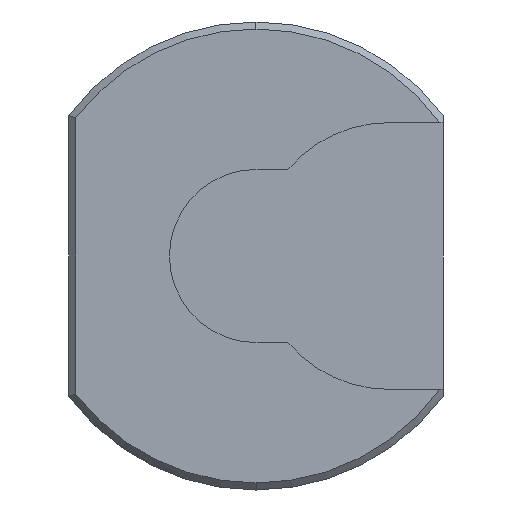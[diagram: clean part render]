
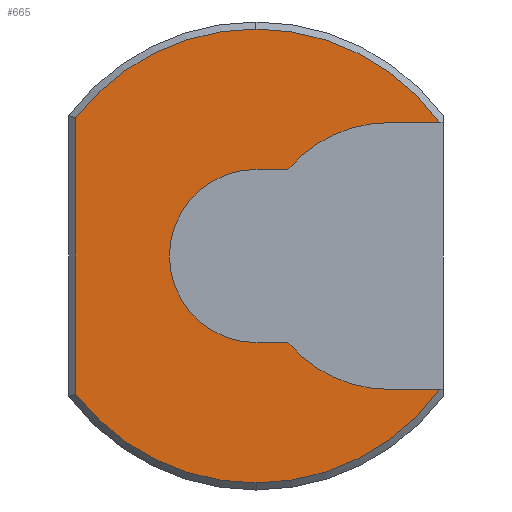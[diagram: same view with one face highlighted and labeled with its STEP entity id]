
A CAD part, left-side view. The second image highlights one B-rep face of the part: STEP entity #665.
In plain terms, the highlighted planar face has unit normal (-1, 0, 0).
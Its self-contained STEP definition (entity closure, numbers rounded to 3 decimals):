
#298=CARTESIAN_POINT('',(-125.,18.5,0.));
#299=VERTEX_POINT('',#298);
#315=CARTESIAN_POINT('',(-125.,0.,18.5));
#316=VERTEX_POINT('',#315);
#323=CARTESIAN_POINT('',(-125.,0.0,0.));
#324=DIRECTION('',(1.0,0.0,0.0));
#325=DIRECTION('',(0.0,1.0,0.0));
#326=AXIS2_PLACEMENT_3D('',#323,#324,#325);
#327=CIRCLE('',#326,18.5);
#328=EDGE_CURVE('',#299,#316,#327,.T.);
#340=CARTESIAN_POINT('',(-125.,-16.563,25.88));
#341=VERTEX_POINT('',#340);
#357=CARTESIAN_POINT('',(-125.,-28.5,28.5));
#358=VERTEX_POINT('',#357);
#365=CARTESIAN_POINT('',(-125.,-28.5,0.));
#366=DIRECTION('',(1.0,0.0,0.0));
#367=DIRECTION('',(0.0,0.419,0.908));
#368=AXIS2_PLACEMENT_3D('',#365,#366,#367);
#369=CIRCLE('',#368,28.5);
#370=EDGE_CURVE('',#341,#358,#369,.T.);
#382=CARTESIAN_POINT('',(-125.,-16.563,-25.88));
#383=VERTEX_POINT('',#382);
#399=CARTESIAN_POINT('',(-125.,-6.821,-18.5));
#400=VERTEX_POINT('',#399);
#407=CARTESIAN_POINT('',(-125.,-28.5,0.));
#408=DIRECTION('',(1.0,0.0,0.0));
#409=DIRECTION('',(0.0,0.419,-0.908));
#410=AXIS2_PLACEMENT_3D('',#407,#408,#409);
#411=CIRCLE('',#410,28.5);
#412=EDGE_CURVE('',#383,#400,#411,.T.);
#464=CARTESIAN_POINT('',(-125.,0.,48.5));
#465=VERTEX_POINT('',#464);
#481=CARTESIAN_POINT('',(-125.,38.5,29.496));
#482=VERTEX_POINT('',#481);
#489=CARTESIAN_POINT('',(-125.,0.,0.));
#490=DIRECTION('',(1.0,0.0,0.0));
#491=DIRECTION('',(0.0,0.0,1.0));
#492=AXIS2_PLACEMENT_3D('',#489,#490,#491);
#493=CIRCLE('',#492,48.5);
#494=EDGE_CURVE('',#482,#465,#493,.T.);
#504=CARTESIAN_POINT('',(-125.,0.,-48.5));
#505=VERTEX_POINT('',#504);
#536=CARTESIAN_POINT('',(-125.,-39.243,-28.5));
#537=VERTEX_POINT('',#536);
#551=CARTESIAN_POINT('',(-125.,0.,0.));
#552=DIRECTION('',(1.0,0.0,0.0));
#553=DIRECTION('',(0.0,0.0,-1.0));
#554=AXIS2_PLACEMENT_3D('',#551,#552,#553);
#555=CIRCLE('',#554,48.5);
#556=EDGE_CURVE('',#537,#505,#555,.T.);
#567=CARTESIAN_POINT('',(-125.,38.5,-29.496));
#568=VERTEX_POINT('',#567);
#569=CARTESIAN_POINT('',(-125.,0.,0.));
#570=DIRECTION('',(1.0,0.0,0.0));
#571=DIRECTION('',(0.0,0.0,-1.0));
#572=AXIS2_PLACEMENT_3D('',#569,#570,#571);
#573=CIRCLE('',#572,48.5);
#574=EDGE_CURVE('',#505,#568,#573,.T.);
#586=CARTESIAN_POINT('',(-125.,0.,0.));
#587=DIRECTION('',(1.0,0.0,0.0));
#588=DIRECTION('',(0.0,0.0,-1.0));
#589=AXIS2_PLACEMENT_3D('',#586,#587,#588);
#590=PLANE('',#589);
#591=ORIENTED_EDGE('',*,*,#556,.F.);
#592=CARTESIAN_POINT('',(-125.,-28.5,-28.5));
#593=VERTEX_POINT('',#592);
#594=CARTESIAN_POINT('',(-125.,-39.243,-28.5));
#595=DIRECTION('',(0.0,1.0,0.0));
#596=VECTOR('',#595,10.743);
#597=LINE('',#594,#596);
#598=EDGE_CURVE('',#537,#593,#597,.T.);
#599=ORIENTED_EDGE('',*,*,#598,.T.);
#600=CARTESIAN_POINT('',(-125.,-28.5,0.));
#601=DIRECTION('',(1.0,0.0,0.0));
#602=DIRECTION('',(0.0,0.419,-0.908));
#603=AXIS2_PLACEMENT_3D('',#600,#601,#602);
#604=CIRCLE('',#603,28.5);
#605=EDGE_CURVE('',#593,#383,#604,.T.);
#606=ORIENTED_EDGE('',*,*,#605,.T.);
#607=ORIENTED_EDGE('',*,*,#412,.T.);
#608=CARTESIAN_POINT('',(-125.,0.,-18.5));
#609=VERTEX_POINT('',#608);
#610=CARTESIAN_POINT('',(-125.,-6.821,-18.5));
#611=DIRECTION('',(0.0,1.0,0.0));
#612=VECTOR('',#611,6.821);
#613=LINE('',#610,#612);
#614=EDGE_CURVE('',#400,#609,#613,.T.);
#615=ORIENTED_EDGE('',*,*,#614,.T.);
#616=CARTESIAN_POINT('',(-125.,0.0,0.));
#617=DIRECTION('',(1.0,0.0,0.0));
#618=DIRECTION('',(0.0,1.0,0.0));
#619=AXIS2_PLACEMENT_3D('',#616,#617,#618);
#620=CIRCLE('',#619,18.5);
#621=EDGE_CURVE('',#609,#299,#620,.T.);
#622=ORIENTED_EDGE('',*,*,#621,.T.);
#623=ORIENTED_EDGE('',*,*,#328,.T.);
#624=CARTESIAN_POINT('',(-125.,-6.821,18.5));
#625=VERTEX_POINT('',#624);
#626=CARTESIAN_POINT('',(-125.,0.,18.5));
#627=DIRECTION('',(0.0,-1.0,0.0));
#628=VECTOR('',#627,6.821);
#629=LINE('',#626,#628);
#630=EDGE_CURVE('',#316,#625,#629,.T.);
#631=ORIENTED_EDGE('',*,*,#630,.T.);
#632=CARTESIAN_POINT('',(-125.,-28.5,0.));
#633=DIRECTION('',(1.0,0.0,0.0));
#634=DIRECTION('',(0.0,0.419,0.908));
#635=AXIS2_PLACEMENT_3D('',#632,#633,#634);
#636=CIRCLE('',#635,28.5);
#637=EDGE_CURVE('',#625,#341,#636,.T.);
#638=ORIENTED_EDGE('',*,*,#637,.T.);
#639=ORIENTED_EDGE('',*,*,#370,.T.);
#640=CARTESIAN_POINT('',(-125.,-39.243,28.5));
#641=VERTEX_POINT('',#640);
#642=CARTESIAN_POINT('',(-125.,-28.5,28.5));
#643=DIRECTION('',(0.0,-1.0,0.0));
#644=VECTOR('',#643,10.743);
#645=LINE('',#642,#644);
#646=EDGE_CURVE('',#358,#641,#645,.T.);
#647=ORIENTED_EDGE('',*,*,#646,.T.);
#648=CARTESIAN_POINT('',(-125.,0.,0.));
#649=DIRECTION('',(1.0,0.0,0.0));
#650=DIRECTION('',(0.0,0.0,1.0));
#651=AXIS2_PLACEMENT_3D('',#648,#649,#650);
#652=CIRCLE('',#651,48.5);
#653=EDGE_CURVE('',#465,#641,#652,.T.);
#654=ORIENTED_EDGE('',*,*,#653,.F.);
#655=ORIENTED_EDGE('',*,*,#494,.F.);
#656=CARTESIAN_POINT('',(-125.,38.5,-29.496));
#657=DIRECTION('',(0.0,0.0,1.0));
#658=VECTOR('',#657,58.992);
#659=LINE('',#656,#658);
#660=EDGE_CURVE('',#568,#482,#659,.T.);
#661=ORIENTED_EDGE('',*,*,#660,.F.);
#662=ORIENTED_EDGE('',*,*,#574,.F.);
#663=EDGE_LOOP('',(#591,#599,#606,#607,#615,#622,#623,#631,#638,#639,#647,#654,#655,#661,#662));
#664=FACE_OUTER_BOUND('',#663,.T.);
#665=ADVANCED_FACE('',(#664),#590,.F.);
